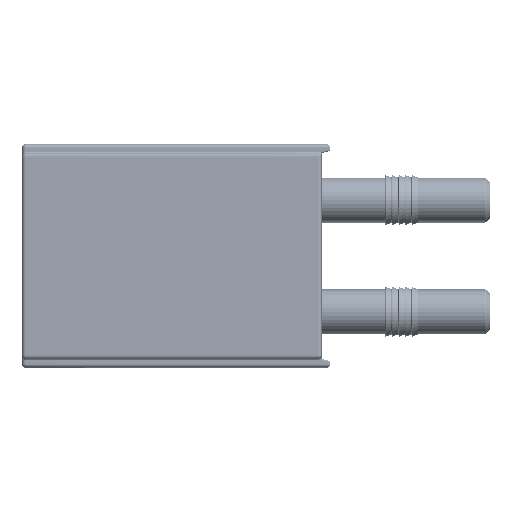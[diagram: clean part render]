
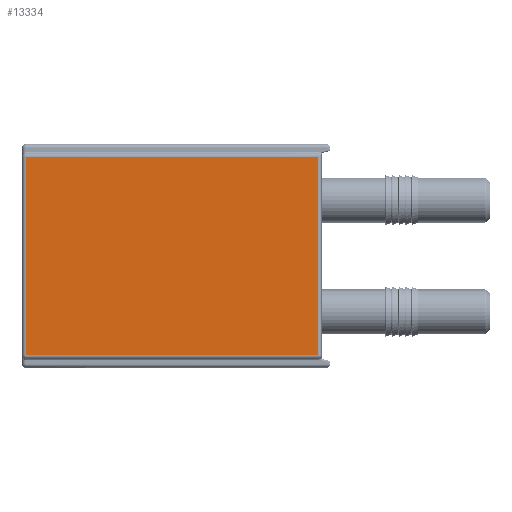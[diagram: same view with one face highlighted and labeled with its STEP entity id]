
A CAD part, left-side view. The second image highlights one B-rep face of the part: STEP entity #13334.
In plain terms, the highlighted planar face has unit normal (-1, 0, 0).
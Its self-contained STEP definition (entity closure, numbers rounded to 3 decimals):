
#576 = VECTOR ( 'NONE', #11119, 1000. ) ;
#1295 = VERTEX_POINT ( 'NONE', #9821 ) ;
#1356 = AXIS2_PLACEMENT_3D ( 'NONE', #10945, #24087, #12869 ) ;
#1571 = EDGE_CURVE ( 'NONE', #1295, #15267, #13388, .T. ) ;
#1646 = VECTOR ( 'NONE', #20533, 1000. ) ;
#2626 = CARTESIAN_POINT ( 'NONE',  ( -1.35, 0., -2.26 ) ) ;
#3432 = VECTOR ( 'NONE', #15675, 1000. ) ;
#4418 = DIRECTION ( 'NONE',  ( 0., 0., -1. ) ) ;
#4745 = CARTESIAN_POINT ( 'NONE',  ( -1.35, -3.325, 2.26 ) ) ;
#5401 = CARTESIAN_POINT ( 'NONE',  ( -1.35, -3.325, 0. ) ) ;
#6039 = EDGE_CURVE ( 'NONE', #8802, #1295, #12754, .T. ) ;
#6481 = ORIENTED_EDGE ( 'NONE', *, *, #16670, .T. ) ;
#6723 = FACE_OUTER_BOUND ( 'NONE', #20556, .T. ) ;
#6848 = ORIENTED_EDGE ( 'NONE', *, *, #17553, .T. ) ;
#7778 = VECTOR ( 'NONE', #4418, 1000. ) ;
#8089 = CARTESIAN_POINT ( 'NONE',  ( -1.35, 3.325, -2.34 ) ) ;
#8802 = VERTEX_POINT ( 'NONE', #12456 ) ;
#9204 = CARTESIAN_POINT ( 'NONE',  ( -1.35, -3.325, -2.26 ) ) ;
#9259 = CARTESIAN_POINT ( 'NONE',  ( -1.35, 3.405, 2.26 ) ) ;
#9821 = CARTESIAN_POINT ( 'NONE',  ( -1.35, 3.325, -2.26 ) ) ;
#10458 = LINE ( 'NONE', #9259, #576 ) ;
#10945 = CARTESIAN_POINT ( 'NONE',  ( -1.35, 0., 0. ) ) ;
#11119 = DIRECTION ( 'NONE',  ( 0., 1., 0. ) ) ;
#12394 = VERTEX_POINT ( 'NONE', #4745 ) ;
#12456 = CARTESIAN_POINT ( 'NONE',  ( -1.35, 3.325, 2.26 ) ) ;
#12754 = LINE ( 'NONE', #8089, #7778 ) ;
#12869 = DIRECTION ( 'NONE',  ( 0., 0., -1. ) ) ;
#13334 = ADVANCED_FACE ( 'NONE', ( #6723 ), #22150, .F. ) ;
#13388 = LINE ( 'NONE', #2626, #3432 ) ;
#14845 = ORIENTED_EDGE ( 'NONE', *, *, #1571, .T. ) ;
#15267 = VERTEX_POINT ( 'NONE', #9204 ) ;
#15675 = DIRECTION ( 'NONE',  ( 0., -1., 0. ) ) ;
#16532 = LINE ( 'NONE', #5401, #1646 ) ;
#16670 = EDGE_CURVE ( 'NONE', #12394, #8802, #10458, .T. ) ;
#17553 = EDGE_CURVE ( 'NONE', #15267, #12394, #16532, .T. ) ;
#18932 = ORIENTED_EDGE ( 'NONE', *, *, #6039, .T. ) ;
#20533 = DIRECTION ( 'NONE',  ( 0., 0., 1. ) ) ;
#20556 = EDGE_LOOP ( 'NONE', ( #6481, #18932, #14845, #6848 ) ) ;
#22150 = PLANE ( 'NONE',  #1356 ) ;
#24087 = DIRECTION ( 'NONE',  ( 1., 0., 0. ) ) ;
